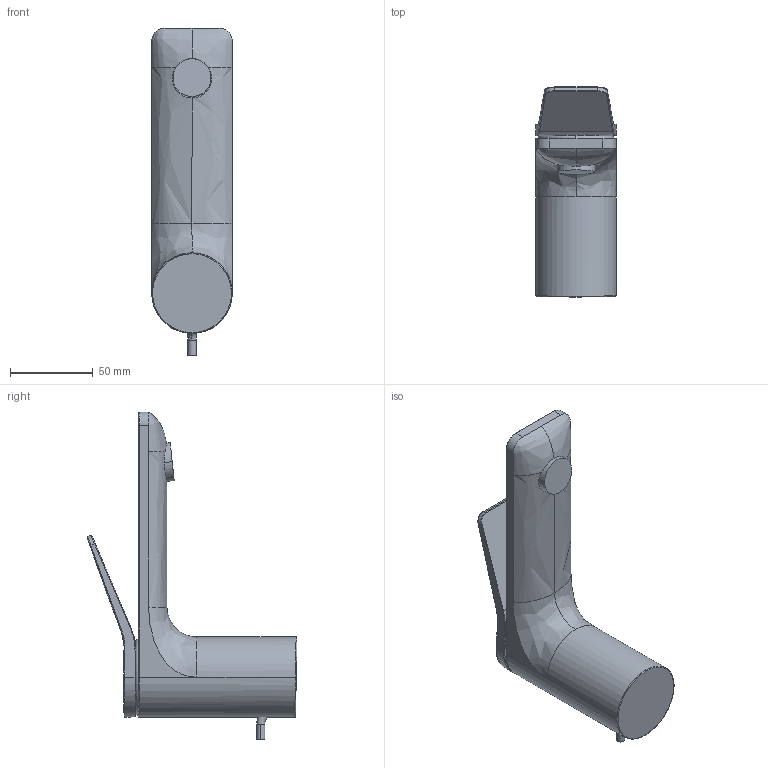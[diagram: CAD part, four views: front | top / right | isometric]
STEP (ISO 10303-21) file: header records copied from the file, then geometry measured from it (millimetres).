
FILE_DESCRIPTION (( 'STEP AP214' ), '1' );
FILE_NAME ('33500845.STEP', '2020-09-28T09:55:57', ( '' ), ( '' ), 'SwSTEP 2.0', 'SolidWorks 2020', '' );
FILE_SCHEMA (( 'AUTOMOTIVE_DESIGN' ));
Length unit declared in the file: millimetre
Products named in the file (6): Planungsmodell_Zugstange-+-09.31.09.120-01_-_K2; Planungsmodell_Hebel-+-09.20.84.020-00-01_K1; Planungsmodell_Haube-+-09.28.30.034.90-01_K1; Planungsmodell_Huelse-+-08.17.20.644.90-01_K2_22,9x13,5; 33500845; Planungsmodell_Körper-+-09.19.84.010.90-01_K1
Assembly tree (5 placements, depth 2):
  33500845
    Planungsmodell_Körper-+-09.19.84.010.90-01_K1
    Planungsmodell_Hebel-+-09.20.84.020-00-01_K1
    Planungsmodell_Huelse-+-08.17.20.644.90-01_K2_22,9x13,5
    Planungsmodell_Haube-+-09.28.30.034.90-01_K1
    Planungsmodell_Zugstange-+-09.31.09.120-01_-_K2
Bounding box: 48.5 x 126.46 x 197.58 mm (x, y, z)
Volume: 305668 mm3; surface area: 50754.5 mm2
Topology: 5 solids, 5 shells, 96 faces, 225 edges, 137 vertices
Faces by surface type: bspline 35, cylinder 23, plane 19, torus 12, sphere 6, cone 1
Entity records: 8504 total; most frequent: CARTESIAN_POINT 6350, ORIENTED_EDGE 446, DIRECTION 348, EDGE_CURVE 223, AXIS2_PLACEMENT_3D 154, VERTEX_POINT 137, EDGE_LOOP 96, FACE_OUTER_BOUND 96
